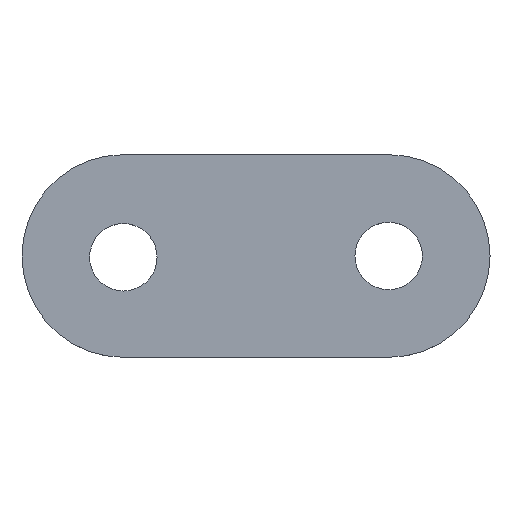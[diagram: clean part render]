
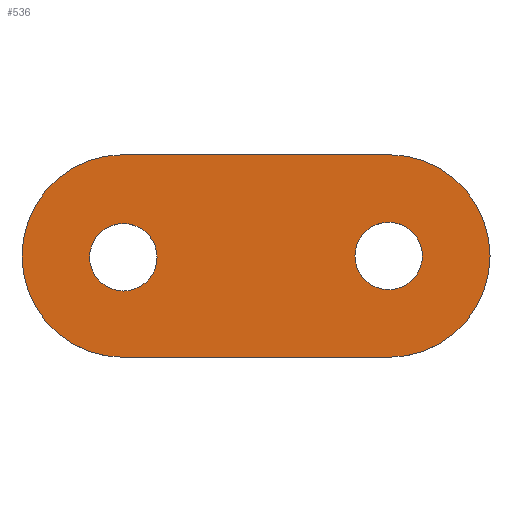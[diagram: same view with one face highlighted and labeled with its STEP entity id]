
A CAD part, top view. The second image highlights one B-rep face of the part: STEP entity #536.
In plain terms, the highlighted planar face has unit normal (0, 0, 1).
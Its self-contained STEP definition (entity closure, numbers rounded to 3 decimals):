
#24 = VERTEX_POINT('',#25);
#25 = CARTESIAN_POINT('',(0.,9.7,1.27));
#32 = CYLINDRICAL_SURFACE('',#33,4.85);
#33 = AXIS2_PLACEMENT_3D('',#34,#35,#36);
#34 = CARTESIAN_POINT('',(0.,4.85,0.));
#35 = DIRECTION('',(-0.,-0.,-1.));
#36 = DIRECTION('',(1.,0.,0.));
#44 = PLANE('',#45);
#45 = AXIS2_PLACEMENT_3D('',#46,#47,#48);
#46 = CARTESIAN_POINT('',(0.,9.7,0.));
#47 = DIRECTION('',(0.,1.,0.));
#48 = DIRECTION('',(1.,0.,0.));
#56 = EDGE_CURVE('',#24,#57,#59,.T.);
#57 = VERTEX_POINT('',#58);
#58 = CARTESIAN_POINT('',(0.,0.,1.27));
#59 = SURFACE_CURVE('',#60,(#65,#72),.PCURVE_S1.);
#60 = CIRCLE('',#61,4.85);
#61 = AXIS2_PLACEMENT_3D('',#62,#63,#64);
#62 = CARTESIAN_POINT('',(0.,4.85,1.27));
#63 = DIRECTION('',(0.,0.,1.));
#64 = DIRECTION('',(1.,0.,0.));
#65 = PCURVE('',#32,#66);
#66 = DEFINITIONAL_REPRESENTATION('',(#67),#71);
#67 = LINE('',#68,#69);
#68 = CARTESIAN_POINT('',(-0.,-1.27));
#69 = VECTOR('',#70,1.);
#70 = DIRECTION('',(-1.,0.));
#71 = ( GEOMETRIC_REPRESENTATION_CONTEXT(2) 
PARAMETRIC_REPRESENTATION_CONTEXT() REPRESENTATION_CONTEXT('2D SPACE',''
  ) );
#72 = PCURVE('',#73,#78);
#73 = PLANE('',#74);
#74 = AXIS2_PLACEMENT_3D('',#75,#76,#77);
#75 = CARTESIAN_POINT('',(0.,9.7,1.27));
#76 = DIRECTION('',(0.,0.,-1.));
#77 = DIRECTION('',(-1.,0.,0.));
#78 = DEFINITIONAL_REPRESENTATION('',(#79),#87);
#79 = ( BOUNDED_CURVE() B_SPLINE_CURVE(2,(#80,#81,#82,#83,#84,#85,#86),
.UNSPECIFIED.,.T.,.F.) B_SPLINE_CURVE_WITH_KNOTS((1,2,2,2,2,1),(
    -2.094,0.,2.094,4.189,6.283,
8.378),.UNSPECIFIED.) CURVE() GEOMETRIC_REPRESENTATION_ITEM() 
RATIONAL_B_SPLINE_CURVE((1.,0.5,1.,0.5,1.,0.5,1.)) REPRESENTATION_ITEM(
  '') );
#80 = CARTESIAN_POINT('',(-4.85,-4.85));
#81 = CARTESIAN_POINT('',(-4.85,3.55));
#82 = CARTESIAN_POINT('',(2.425,-0.65));
#83 = CARTESIAN_POINT('',(9.7,-4.85));
#84 = CARTESIAN_POINT('',(2.425,-9.05));
#85 = CARTESIAN_POINT('',(-4.85,-13.25));
#86 = CARTESIAN_POINT('',(-4.85,-4.85));
#87 = ( GEOMETRIC_REPRESENTATION_CONTEXT(2) 
PARAMETRIC_REPRESENTATION_CONTEXT() REPRESENTATION_CONTEXT('2D SPACE',''
  ) );
#105 = PLANE('',#106);
#106 = AXIS2_PLACEMENT_3D('',#107,#108,#109);
#107 = CARTESIAN_POINT('',(0.,0.,0.));
#108 = DIRECTION('',(0.,1.,0.));
#109 = DIRECTION('',(1.,0.,0.));
#152 = EDGE_CURVE('',#57,#153,#155,.T.);
#153 = VERTEX_POINT('',#154);
#154 = CARTESIAN_POINT('',(12.7,0.,1.27));
#155 = SURFACE_CURVE('',#156,(#160,#167),.PCURVE_S1.);
#156 = LINE('',#157,#158);
#157 = CARTESIAN_POINT('',(0.,0.,1.27));
#158 = VECTOR('',#159,1.);
#159 = DIRECTION('',(1.,0.,0.));
#160 = PCURVE('',#105,#161);
#161 = DEFINITIONAL_REPRESENTATION('',(#162),#166);
#162 = LINE('',#163,#164);
#163 = CARTESIAN_POINT('',(0.,-1.27));
#164 = VECTOR('',#165,1.);
#165 = DIRECTION('',(1.,0.));
#166 = ( GEOMETRIC_REPRESENTATION_CONTEXT(2) 
PARAMETRIC_REPRESENTATION_CONTEXT() REPRESENTATION_CONTEXT('2D SPACE',''
  ) );
#167 = PCURVE('',#73,#168);
#168 = DEFINITIONAL_REPRESENTATION('',(#169),#173);
#169 = LINE('',#170,#171);
#170 = CARTESIAN_POINT('',(0.,-9.7));
#171 = VECTOR('',#172,1.);
#172 = DIRECTION('',(-1.,0.));
#173 = ( GEOMETRIC_REPRESENTATION_CONTEXT(2) 
PARAMETRIC_REPRESENTATION_CONTEXT() REPRESENTATION_CONTEXT('2D SPACE',''
  ) );
#191 = CYLINDRICAL_SURFACE('',#192,4.85);
#192 = AXIS2_PLACEMENT_3D('',#193,#194,#195);
#193 = CARTESIAN_POINT('',(12.7,4.85,0.));
#194 = DIRECTION('',(-0.,-0.,-1.));
#195 = DIRECTION('',(1.,0.,0.));
#228 = EDGE_CURVE('',#153,#229,#231,.T.);
#229 = VERTEX_POINT('',#230);
#230 = CARTESIAN_POINT('',(12.7,9.7,1.27));
#231 = SURFACE_CURVE('',#232,(#237,#244),.PCURVE_S1.);
#232 = CIRCLE('',#233,4.85);
#233 = AXIS2_PLACEMENT_3D('',#234,#235,#236);
#234 = CARTESIAN_POINT('',(12.7,4.85,1.27));
#235 = DIRECTION('',(0.,0.,1.));
#236 = DIRECTION('',(1.,0.,0.));
#237 = PCURVE('',#191,#238);
#238 = DEFINITIONAL_REPRESENTATION('',(#239),#243);
#239 = LINE('',#240,#241);
#240 = CARTESIAN_POINT('',(-0.,-1.27));
#241 = VECTOR('',#242,1.);
#242 = DIRECTION('',(-1.,0.));
#243 = ( GEOMETRIC_REPRESENTATION_CONTEXT(2) 
PARAMETRIC_REPRESENTATION_CONTEXT() REPRESENTATION_CONTEXT('2D SPACE',''
  ) );
#244 = PCURVE('',#73,#245);
#245 = DEFINITIONAL_REPRESENTATION('',(#246),#254);
#246 = ( BOUNDED_CURVE() B_SPLINE_CURVE(2,(#247,#248,#249,#250,#251,#252
,#253),.UNSPECIFIED.,.T.,.F.) B_SPLINE_CURVE_WITH_KNOTS((1,2,2,2,2,1),(
    -2.094,0.,2.094,4.189,6.283,
8.378),.UNSPECIFIED.) CURVE() GEOMETRIC_REPRESENTATION_ITEM() 
RATIONAL_B_SPLINE_CURVE((1.,0.5,1.,0.5,1.,0.5,1.)) REPRESENTATION_ITEM(
  '') );
#247 = CARTESIAN_POINT('',(-17.55,-4.85));
#248 = CARTESIAN_POINT('',(-17.55,3.55));
#249 = CARTESIAN_POINT('',(-10.275,-0.65));
#250 = CARTESIAN_POINT('',(-3.,-4.85));
#251 = CARTESIAN_POINT('',(-10.275,-9.05));
#252 = CARTESIAN_POINT('',(-17.55,-13.25));
#253 = CARTESIAN_POINT('',(-17.55,-4.85));
#254 = ( GEOMETRIC_REPRESENTATION_CONTEXT(2) 
PARAMETRIC_REPRESENTATION_CONTEXT() REPRESENTATION_CONTEXT('2D SPACE',''
  ) );
#309 = EDGE_CURVE('',#24,#229,#310,.T.);
#310 = SURFACE_CURVE('',#311,(#315,#322),.PCURVE_S1.);
#311 = LINE('',#312,#313);
#312 = CARTESIAN_POINT('',(0.,9.7,1.27));
#313 = VECTOR('',#314,1.);
#314 = DIRECTION('',(1.,0.,0.));
#315 = PCURVE('',#44,#316);
#316 = DEFINITIONAL_REPRESENTATION('',(#317),#321);
#317 = LINE('',#318,#319);
#318 = CARTESIAN_POINT('',(0.,-1.27));
#319 = VECTOR('',#320,1.);
#320 = DIRECTION('',(1.,0.));
#321 = ( GEOMETRIC_REPRESENTATION_CONTEXT(2) 
PARAMETRIC_REPRESENTATION_CONTEXT() REPRESENTATION_CONTEXT('2D SPACE',''
  ) );
#322 = PCURVE('',#73,#323);
#323 = DEFINITIONAL_REPRESENTATION('',(#324),#328);
#324 = LINE('',#325,#326);
#325 = CARTESIAN_POINT('',(0.,0.));
#326 = VECTOR('',#327,1.);
#327 = DIRECTION('',(-1.,0.));
#328 = ( GEOMETRIC_REPRESENTATION_CONTEXT(2) 
PARAMETRIC_REPRESENTATION_CONTEXT() REPRESENTATION_CONTEXT('2D SPACE',''
  ) );
#358 = VERTEX_POINT('',#359);
#359 = CARTESIAN_POINT('',(1.615,4.788,1.27));
#366 = CYLINDRICAL_SURFACE('',#367,1.615);
#367 = AXIS2_PLACEMENT_3D('',#368,#369,#370);
#368 = CARTESIAN_POINT('',(0.,4.788,0.));
#369 = DIRECTION('',(-0.,-0.,-1.));
#370 = DIRECTION('',(1.,0.,0.));
#385 = EDGE_CURVE('',#358,#358,#386,.T.);
#386 = SURFACE_CURVE('',#387,(#392,#399),.PCURVE_S1.);
#387 = CIRCLE('',#388,1.615);
#388 = AXIS2_PLACEMENT_3D('',#389,#390,#391);
#389 = CARTESIAN_POINT('',(0.,4.788,1.27));
#390 = DIRECTION('',(0.,0.,1.));
#391 = DIRECTION('',(1.,0.,0.));
#392 = PCURVE('',#366,#393);
#393 = DEFINITIONAL_REPRESENTATION('',(#394),#398);
#394 = LINE('',#395,#396);
#395 = CARTESIAN_POINT('',(-0.,-1.27));
#396 = VECTOR('',#397,1.);
#397 = DIRECTION('',(-1.,0.));
#398 = ( GEOMETRIC_REPRESENTATION_CONTEXT(2) 
PARAMETRIC_REPRESENTATION_CONTEXT() REPRESENTATION_CONTEXT('2D SPACE',''
  ) );
#399 = PCURVE('',#73,#400);
#400 = DEFINITIONAL_REPRESENTATION('',(#401),#409);
#401 = ( BOUNDED_CURVE() B_SPLINE_CURVE(2,(#402,#403,#404,#405,#406,#407
,#408),.UNSPECIFIED.,.T.,.F.) B_SPLINE_CURVE_WITH_KNOTS((1,2,2,2,2,1),(
    -2.094,0.,2.094,4.189,6.283,
8.378),.UNSPECIFIED.) CURVE() GEOMETRIC_REPRESENTATION_ITEM() 
RATIONAL_B_SPLINE_CURVE((1.,0.5,1.,0.5,1.,0.5,1.)) REPRESENTATION_ITEM(
  '') );
#402 = CARTESIAN_POINT('',(-1.615,-4.912));
#403 = CARTESIAN_POINT('',(-1.615,-2.115));
#404 = CARTESIAN_POINT('',(0.808,-3.513));
#405 = CARTESIAN_POINT('',(3.23,-4.912));
#406 = CARTESIAN_POINT('',(0.808,-6.311));
#407 = CARTESIAN_POINT('',(-1.615,-7.709));
#408 = CARTESIAN_POINT('',(-1.615,-4.912));
#409 = ( GEOMETRIC_REPRESENTATION_CONTEXT(2) 
PARAMETRIC_REPRESENTATION_CONTEXT() REPRESENTATION_CONTEXT('2D SPACE',''
  ) );
#444 = VERTEX_POINT('',#445);
#445 = CARTESIAN_POINT('',(14.315,4.85,1.27));
#452 = CYLINDRICAL_SURFACE('',#453,1.615);
#453 = AXIS2_PLACEMENT_3D('',#454,#455,#456);
#454 = CARTESIAN_POINT('',(12.7,4.85,0.));
#455 = DIRECTION('',(-0.,-0.,-1.));
#456 = DIRECTION('',(1.,0.,0.));
#471 = EDGE_CURVE('',#444,#444,#472,.T.);
#472 = SURFACE_CURVE('',#473,(#478,#485),.PCURVE_S1.);
#473 = CIRCLE('',#474,1.615);
#474 = AXIS2_PLACEMENT_3D('',#475,#476,#477);
#475 = CARTESIAN_POINT('',(12.7,4.85,1.27));
#476 = DIRECTION('',(0.,0.,1.));
#477 = DIRECTION('',(1.,0.,0.));
#478 = PCURVE('',#452,#479);
#479 = DEFINITIONAL_REPRESENTATION('',(#480),#484);
#480 = LINE('',#481,#482);
#481 = CARTESIAN_POINT('',(-0.,-1.27));
#482 = VECTOR('',#483,1.);
#483 = DIRECTION('',(-1.,0.));
#484 = ( GEOMETRIC_REPRESENTATION_CONTEXT(2) 
PARAMETRIC_REPRESENTATION_CONTEXT() REPRESENTATION_CONTEXT('2D SPACE',''
  ) );
#485 = PCURVE('',#73,#486);
#486 = DEFINITIONAL_REPRESENTATION('',(#487),#495);
#487 = ( BOUNDED_CURVE() B_SPLINE_CURVE(2,(#488,#489,#490,#491,#492,#493
,#494),.UNSPECIFIED.,.F.,.F.) B_SPLINE_CURVE_WITH_KNOTS((1,2,2,2,2,1),(
    -2.094,0.,2.094,4.189,6.283,
8.378),.UNSPECIFIED.) CURVE() GEOMETRIC_REPRESENTATION_ITEM() 
RATIONAL_B_SPLINE_CURVE((1.,0.5,1.,0.5,1.,0.5,1.)) REPRESENTATION_ITEM(
  '') );
#488 = CARTESIAN_POINT('',(-14.315,-4.85));
#489 = CARTESIAN_POINT('',(-14.315,-2.053));
#490 = CARTESIAN_POINT('',(-11.893,-3.451));
#491 = CARTESIAN_POINT('',(-9.47,-4.85));
#492 = CARTESIAN_POINT('',(-11.893,-6.249));
#493 = CARTESIAN_POINT('',(-14.315,-7.647));
#494 = CARTESIAN_POINT('',(-14.315,-4.85));
#495 = ( GEOMETRIC_REPRESENTATION_CONTEXT(2) 
PARAMETRIC_REPRESENTATION_CONTEXT() REPRESENTATION_CONTEXT('2D SPACE',''
  ) );
#536 = ADVANCED_FACE('',(#537,#543,#546),#73,.F.);
#537 = FACE_BOUND('',#538,.T.);
#538 = EDGE_LOOP('',(#539,#540,#541,#542));
#539 = ORIENTED_EDGE('',*,*,#56,.T.);
#540 = ORIENTED_EDGE('',*,*,#152,.T.);
#541 = ORIENTED_EDGE('',*,*,#228,.T.);
#542 = ORIENTED_EDGE('',*,*,#309,.F.);
#543 = FACE_BOUND('',#544,.F.);
#544 = EDGE_LOOP('',(#545));
#545 = ORIENTED_EDGE('',*,*,#385,.T.);
#546 = FACE_BOUND('',#547,.F.);
#547 = EDGE_LOOP('',(#548));
#548 = ORIENTED_EDGE('',*,*,#471,.T.);
